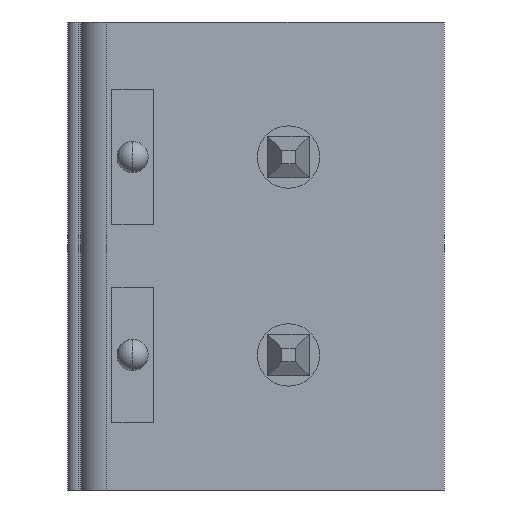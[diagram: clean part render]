
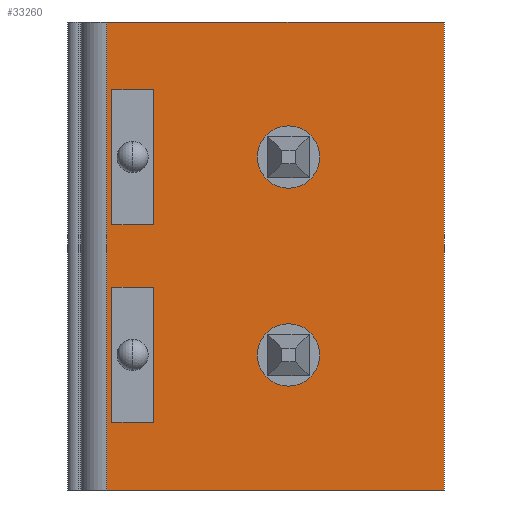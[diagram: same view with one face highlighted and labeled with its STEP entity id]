
A CAD part, front view. The second image highlights one B-rep face of the part: STEP entity #33260.
In plain terms, the highlighted face is planar.
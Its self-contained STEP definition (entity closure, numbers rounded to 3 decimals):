
#130=CARTESIAN_POINT('',(0.,6.5,2.6));
#140=VERTEX_POINT('',#130);
#870=CARTESIAN_POINT('',(0.,0.,2.6));
#880=VERTEX_POINT('',#870);
#910=CARTESIAN_POINT('',(0.,0.,2.6));
#920=DIRECTION('',(0.,-1.,0.));
#930=VECTOR('',#920,1.);
#940=LINE('',#910,#930);
#950=EDGE_CURVE('',#140,#880,#940,.T.);
#4860=CARTESIAN_POINT('',(0.,6.4,-1.3));
#4870=VERTEX_POINT('',#4860);
#4920=CARTESIAN_POINT('',(0.,6.4,0.));
#4930=DIRECTION('',(0.,0.,1.));
#4940=VECTOR('',#4930,1.);
#4950=LINE('',#4920,#4940);
#4960=CARTESIAN_POINT('',(0.,6.4,1.3));
#4970=VERTEX_POINT('',#4960);
#4980=EDGE_CURVE('',#4870,#4970,#4950,.T.);
#12630=CARTESIAN_POINT('',(0.,0.,1.3));
#12640=DIRECTION('',(0.,-1.,0.));
#12650=VECTOR('',#12640,1.);
#12660=LINE('',#12630,#12650);
#12670=CARTESIAN_POINT('',(0.,5.6,1.3));
#12680=VERTEX_POINT('',#12670);
#12690=EDGE_CURVE('',#4970,#12680,#12660,.T.);
#13630=CARTESIAN_POINT('',(0.,6.5,0.));
#13640=DIRECTION('',(0.,0.,1.));
#13650=VECTOR('',#13640,1.);
#13660=LINE('',#13630,#13650);
#13670=CARTESIAN_POINT('',(0.,6.5,-6.41));
#13680=VERTEX_POINT('',#13670);
#13690=EDGE_CURVE('',#13680,#140,#13660,.T.);
#16430=CARTESIAN_POINT('',(0.,5.6,0.));
#16440=DIRECTION('',(0.,0.,-1.));
#16450=VECTOR('',#16440,1.);
#16460=LINE('',#16430,#16450);
#16470=CARTESIAN_POINT('',(0.,5.6,-1.3));
#16480=VERTEX_POINT('',#16470);
#16490=EDGE_CURVE('',#12680,#16480,#16460,.T.);
#20700=CARTESIAN_POINT('',(0.,0.,-6.41));
#20710=VERTEX_POINT('',#20700);
#20740=CARTESIAN_POINT('',(0.,0.,0.));
#20750=DIRECTION('',(0.,0.,-1.));
#20760=VECTOR('',#20750,1.);
#20770=LINE('',#20740,#20760);
#20780=EDGE_CURVE('',#880,#20710,#20770,.T.);
#26080=CARTESIAN_POINT('',(0.,6.4,-5.11));
#26090=VERTEX_POINT('',#26080);
#26260=CARTESIAN_POINT('',(0.,5.6,-5.11));
#26270=VERTEX_POINT('',#26260);
#26300=CARTESIAN_POINT('',(0.,0.,-5.11));
#26310=DIRECTION('',(0.,1.,0.));
#26320=VECTOR('',#26310,1.);
#26330=LINE('',#26300,#26320);
#26340=EDGE_CURVE('',#26270,#26090,#26330,.T.);
#27120=CARTESIAN_POINT('',(0.,2.4,-3.81));
#27130=VERTEX_POINT('',#27120);
#27180=CARTESIAN_POINT('',(0.,3.,-3.81));
#27190=DIRECTION('',(-1.,0.,0.));
#27200=DIRECTION('',(0.,-1.,0.));
#27210=AXIS2_PLACEMENT_3D('',#27180,#27190,#27200);
#27220=CIRCLE('',#27210,0.6);
#27230=CARTESIAN_POINT('',(0.,3.6,-3.81));
#27240=VERTEX_POINT('',#27230);
#27250=EDGE_CURVE('',#27240,#27130,#27220,.T.);
#28130=CARTESIAN_POINT('',(0.,5.6,-2.51));
#28140=VERTEX_POINT('',#28130);
#28190=CARTESIAN_POINT('',(0.,5.6,0.));
#28200=DIRECTION('',(0.,0.,-1.));
#28210=VECTOR('',#28200,1.);
#28220=LINE('',#28190,#28210);
#28230=EDGE_CURVE('',#28140,#26270,#28220,.T.);
#32610=CARTESIAN_POINT('',(0.,5.25,0.));
#32620=DIRECTION('',(-1.,0.,0.));
#32630=DIRECTION('',(0.,1.,0.));
#32640=AXIS2_PLACEMENT_3D('',#32610,#32620,#32630);
#32650=PLANE('',#32640);
#32660=CARTESIAN_POINT('',(0.,3.,0.));
#32670=DIRECTION('',(-1.,0.,0.));
#32680=DIRECTION('',(0.,-1.,0.));
#32690=AXIS2_PLACEMENT_3D('',#32660,#32670,#32680);
#32700=CIRCLE('',#32690,0.6);
#32710=CARTESIAN_POINT('',(0.,3.6,0.));
#32720=VERTEX_POINT('',#32710);
#32730=CARTESIAN_POINT('',(0.,2.4,0.));
#32740=VERTEX_POINT('',#32730);
#32750=EDGE_CURVE('',#32720,#32740,#32700,.T.);
#32760=ORIENTED_EDGE('',*,*,#32750,.F.);
#32770=EDGE_CURVE('',#32740,#32720,#32700,.T.);
#32780=ORIENTED_EDGE('',*,*,#32770,.F.);
#32790=EDGE_LOOP('',(#32780,#32760));
#32800=FACE_BOUND('',#32790,.T.);
#32810=CARTESIAN_POINT('',(0.,0.,-1.3));
#32820=DIRECTION('',(0.,1.,0.));
#32830=VECTOR('',#32820,1.);
#32840=LINE('',#32810,#32830);
#32850=EDGE_CURVE('',#16480,#4870,#32840,.T.);
#32860=ORIENTED_EDGE('',*,*,#32850,.T.);
#32870=ORIENTED_EDGE('',*,*,#16490,.T.);
#32880=ORIENTED_EDGE('',*,*,#12690,.T.);
#32890=ORIENTED_EDGE('',*,*,#4980,.T.);
#32900=EDGE_LOOP('',(#32890,#32880,#32870,#32860));
#32910=FACE_BOUND('',#32900,.T.);
#32920=CARTESIAN_POINT('',(0.,0.,-2.51));
#32930=DIRECTION('',(0.,-1.,0.));
#32940=VECTOR('',#32930,1.);
#32950=LINE('',#32920,#32940);
#32960=CARTESIAN_POINT('',(0.,6.4,-2.51));
#32970=VERTEX_POINT('',#32960);
#32980=EDGE_CURVE('',#32970,#28140,#32950,.T.);
#32990=ORIENTED_EDGE('',*,*,#32980,.T.);
#33000=CARTESIAN_POINT('',(0.,6.4,0.));
#33010=DIRECTION('',(0.,0.,1.));
#33020=VECTOR('',#33010,1.);
#33030=LINE('',#33000,#33020);
#33040=EDGE_CURVE('',#26090,#32970,#33030,.T.);
#33050=ORIENTED_EDGE('',*,*,#33040,.T.);
#33060=ORIENTED_EDGE('',*,*,#26340,.T.);
#33070=ORIENTED_EDGE('',*,*,#28230,.T.);
#33080=EDGE_LOOP('',(#33070,#33060,#33050,#32990));
#33090=FACE_BOUND('',#33080,.T.);
#33100=ORIENTED_EDGE('',*,*,#950,.F.);
#33110=ORIENTED_EDGE('',*,*,#20780,.F.);
#33120=CARTESIAN_POINT('',(0.,0.,-6.41));
#33130=DIRECTION('',(0.,-1.,0.));
#33140=VECTOR('',#33130,1.);
#33150=LINE('',#33120,#33140);
#33160=EDGE_CURVE('',#13680,#20710,#33150,.T.);
#33170=ORIENTED_EDGE('',*,*,#33160,.T.);
#33180=ORIENTED_EDGE('',*,*,#13690,.F.);
#33190=EDGE_LOOP('',(#33180,#33170,#33110,#33100));
#33200=FACE_OUTER_BOUND('',#33190,.T.);
#33210=EDGE_CURVE('',#27130,#27240,#27220,.T.);
#33220=ORIENTED_EDGE('',*,*,#33210,.F.);
#33230=ORIENTED_EDGE('',*,*,#27250,.F.);
#33240=EDGE_LOOP('',(#33230,#33220));
#33250=FACE_BOUND('',#33240,.T.);
#33260=ADVANCED_FACE('',(#32800,#32910,#33090,#33200,#33250),#32650,.T.)
;
